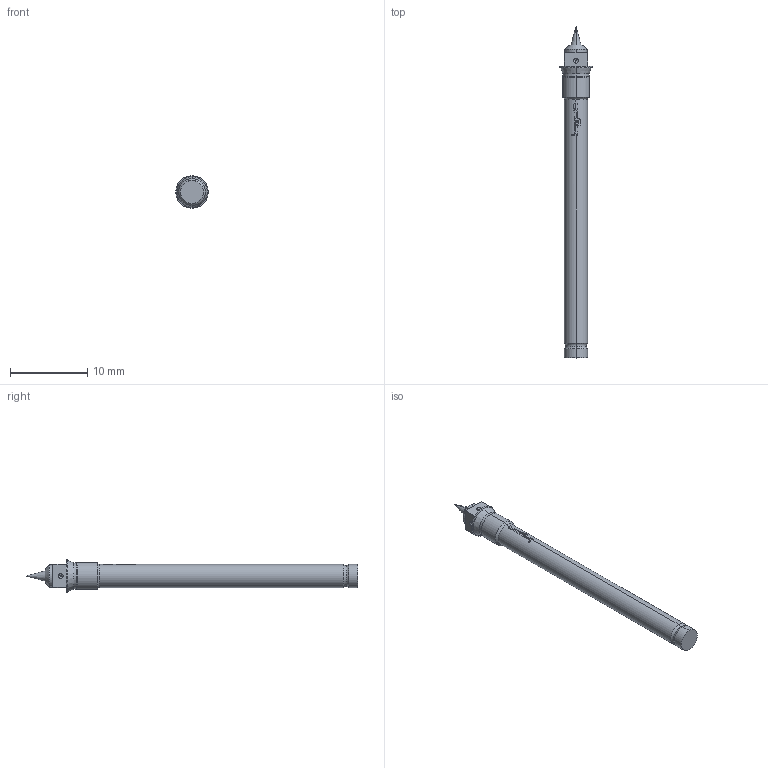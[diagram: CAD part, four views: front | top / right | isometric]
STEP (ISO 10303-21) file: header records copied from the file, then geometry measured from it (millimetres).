
FILE_DESCRIPTION (( 'STEP AP203' ), '1' );
FILE_NAME ('INGUN_PKS-388_201_150_R_xx02_M.STEP', '2022-02-28T07:29:31', ( 'ochi' ), ( '' ), 'SwSTEP 2.0', 'SolidWorks 2018', '' );
FILE_SCHEMA (( 'CONFIG_CONTROL_DESIGN' ));
Length unit declared in the file: millimetre
Products named in the file (1): INGUN_PKS-388_201_150_R_xx02_M
Bounding box: 4.2 x 43.1 x 4.2 mm (x, y, z)
Volume: 301.3 mm3; surface area: 419.9 mm2
Topology: 1 solids, 1 shells, 131 faces, 348 edges, 225 vertices
Faces by surface type: bspline 69, cylinder 31, plane 17, cone 10, torus 4
Entity records: 5795 total; most frequent: CARTESIAN_POINT 3116, ORIENTED_EDGE 692, EDGE_CURVE 346, DIRECTION 286, B_SPLINE_CURVE_WITH_KNOTS 238, VERTEX_POINT 225, EDGE_LOOP 139, FACE_OUTER_BOUND 131
